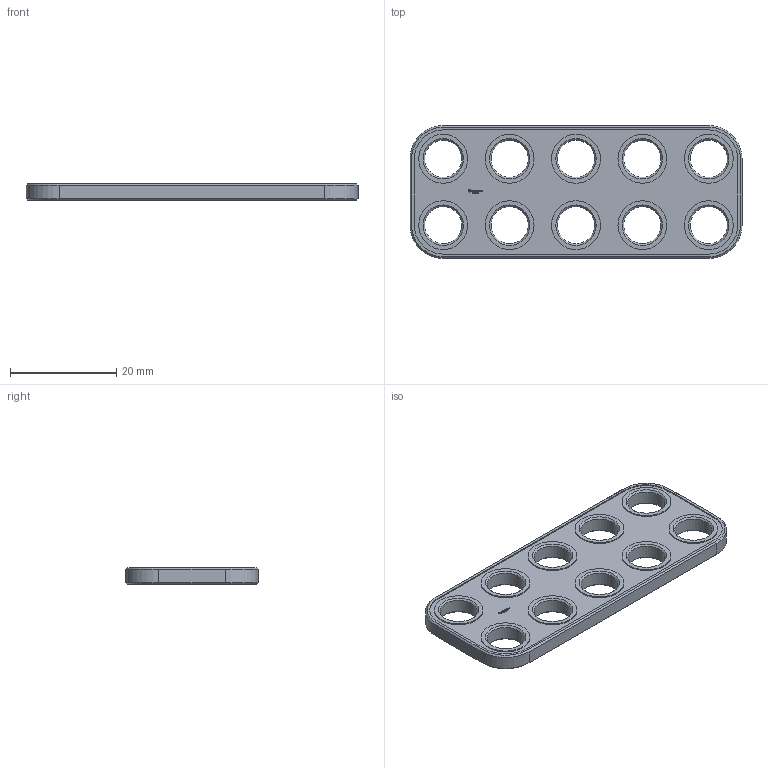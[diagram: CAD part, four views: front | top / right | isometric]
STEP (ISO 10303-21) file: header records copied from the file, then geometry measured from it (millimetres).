
FILE_DESCRIPTION(('FreeCAD Model'),'2;1');
FILE_NAME('Open CASCADE Shape Model','2024-10-08T01:22:37',(''),(''), 'Open CASCADE STEP processor 7.7','FreeCAD','Unknown');
FILE_SCHEMA(('AUTOMOTIVE_DESIGN { 1 0 10303 214 1 1 1 1 }'));
Length unit declared in the file: millimetre
Products named in the file (1): Plate RCT CRNR BU05x02x00.25 - SPN-PLT-0088 (stemfie.org)
Bounding box: 62.5 x 25 x 3.12 mm (x, y, z)
Volume: 3393.3 mm3; surface area: 3446.5 mm2
Topology: 1 solids, 1 shells, 564 faces, 1512 edges, 996 vertices
Faces by surface type: plane 326, extrusion 182, cylinder 28, cone 28
Full cylindrical faces by diameter (mm): 7 x10, 9.2 x10
Entity records: 18104 total; most frequent: CARTESIAN_POINT 4571, ORIENTED_EDGE 3024, DIRECTION 2180, EDGE_CURVE 1512, VECTOR 1246, LINE 1064, VERTEX_POINT 996, FACE_BOUND 630
